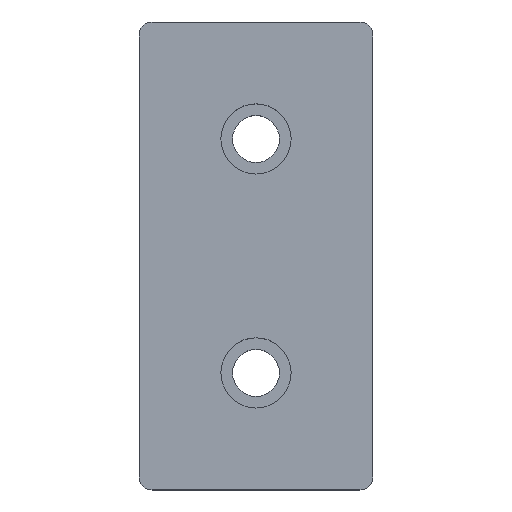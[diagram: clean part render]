
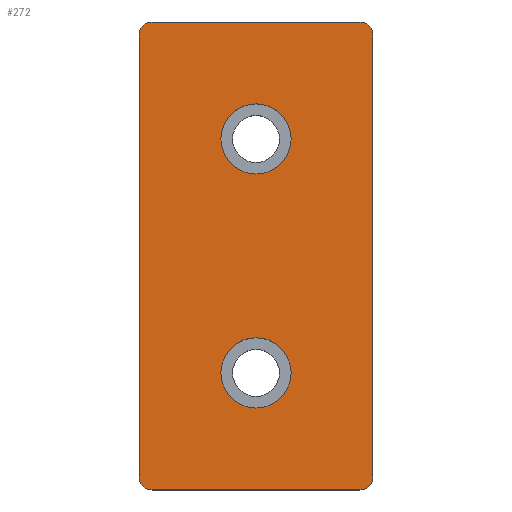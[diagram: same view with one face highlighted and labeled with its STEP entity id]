
A CAD part, top view. The second image highlights one B-rep face of the part: STEP entity #272.
In plain terms, the highlighted planar face has unit normal (0, 0, 1).
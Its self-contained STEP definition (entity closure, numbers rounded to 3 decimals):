
#25=FACE_BOUND('',#57,.T.);
#26=FACE_BOUND('',#58,.T.);
#38=FACE_OUTER_BOUND('',#56,.T.);
#56=EDGE_LOOP('',(#225,#226,#227,#228,#229,#230,#231,#232));
#57=EDGE_LOOP('',(#233));
#58=EDGE_LOOP('',(#234));
#74=CIRCLE('',#302,6.75);
#77=CIRCLE('',#307,6.75);
#79=CIRCLE('',#315,2.5);
#80=CIRCLE('',#316,2.5);
#81=CIRCLE('',#317,2.5);
#82=CIRCLE('',#318,2.5);
#91=LINE('',#456,#111);
#95=LINE('',#463,#115);
#98=LINE('',#469,#118);
#101=LINE('',#475,#121);
#111=VECTOR('',#371,1000.);
#115=VECTOR('',#377,1000.);
#118=VECTOR('',#382,1000.);
#121=VECTOR('',#387,1000.);
#134=VERTEX_POINT('',#436);
#137=VERTEX_POINT('',#446);
#139=VERTEX_POINT('',#454);
#140=VERTEX_POINT('',#455);
#141=VERTEX_POINT('',#460);
#142=VERTEX_POINT('',#462);
#143=VERTEX_POINT('',#466);
#144=VERTEX_POINT('',#468);
#145=VERTEX_POINT('',#472);
#146=VERTEX_POINT('',#474);
#159=EDGE_CURVE('',#134,#134,#74,.T.);
#164=EDGE_CURVE('',#137,#137,#77,.T.);
#167=EDGE_CURVE('',#139,#140,#91,.T.);
#171=EDGE_CURVE('',#142,#141,#95,.T.);
#174=EDGE_CURVE('',#144,#143,#98,.T.);
#177=EDGE_CURVE('',#146,#145,#101,.T.);
#179=EDGE_CURVE('',#145,#139,#79,.T.);
#180=EDGE_CURVE('',#140,#142,#80,.T.);
#181=EDGE_CURVE('',#141,#144,#81,.T.);
#182=EDGE_CURVE('',#143,#146,#82,.T.);
#225=ORIENTED_EDGE('',*,*,#177,.T.);
#226=ORIENTED_EDGE('',*,*,#179,.T.);
#227=ORIENTED_EDGE('',*,*,#167,.T.);
#228=ORIENTED_EDGE('',*,*,#180,.T.);
#229=ORIENTED_EDGE('',*,*,#171,.T.);
#230=ORIENTED_EDGE('',*,*,#181,.T.);
#231=ORIENTED_EDGE('',*,*,#174,.T.);
#232=ORIENTED_EDGE('',*,*,#182,.T.);
#233=ORIENTED_EDGE('',*,*,#159,.F.);
#234=ORIENTED_EDGE('',*,*,#164,.F.);
#260=PLANE('',#314);
#272=ADVANCED_FACE('',(#38,#25,#26),#260,.F.);
#302=AXIS2_PLACEMENT_3D('',#438,#350,#351);
#307=AXIS2_PLACEMENT_3D('',#448,#362,#363);
#314=AXIS2_PLACEMENT_3D('',#477,#389,#390);
#315=AXIS2_PLACEMENT_3D('',#478,#391,#392);
#316=AXIS2_PLACEMENT_3D('',#479,#393,#394);
#317=AXIS2_PLACEMENT_3D('',#480,#395,#396);
#318=AXIS2_PLACEMENT_3D('',#481,#397,#398);
#350=DIRECTION('center_axis',(0.,0.,
1.));
#351=DIRECTION('ref_axis',(-1.,0.,0.));
#362=DIRECTION('center_axis',(0.,0.,
1.));
#363=DIRECTION('ref_axis',(-1.,0.,0.));
#371=DIRECTION('',(-1.,0.,0.));
#377=DIRECTION('',(0.,-1.,0.));
#382=DIRECTION('',(1.,0.,0.));
#387=DIRECTION('',(0.,1.,0.));
#389=DIRECTION('center_axis',(0.,0.,
-1.));
#390=DIRECTION('ref_axis',(1.,0.,0.));
#391=DIRECTION('center_axis',(0.,0.,
1.));
#392=DIRECTION('ref_axis',(1.,0.,0.));
#393=DIRECTION('center_axis',(0.,0.,
1.));
#394=DIRECTION('ref_axis',(1.,0.,0.));
#395=DIRECTION('center_axis',(0.,0.,
1.));
#396=DIRECTION('ref_axis',(1.,0.,0.));
#397=DIRECTION('center_axis',(0.,0.,
1.));
#398=DIRECTION('ref_axis',(1.,0.,0.));
#436=CARTESIAN_POINT('',(29.25,-22.5,36.));
#438=CARTESIAN_POINT('Origin',(22.5,-22.5,36.));
#446=CARTESIAN_POINT('',(29.25,-67.5,36.));
#448=CARTESIAN_POINT('Origin',(22.5,-67.5,36.));
#454=CARTESIAN_POINT('',(42.5,0.,36.));
#455=CARTESIAN_POINT('',(2.5,0.,36.));
#456=CARTESIAN_POINT('',(0.,0.,36.));
#460=CARTESIAN_POINT('',(0.,-87.5,36.));
#462=CARTESIAN_POINT('',(0.,-2.5,36.));
#463=CARTESIAN_POINT('',(0.,0.,36.));
#466=CARTESIAN_POINT('',(42.5,-90.,36.));
#468=CARTESIAN_POINT('',(2.5,-90.,36.));
#469=CARTESIAN_POINT('',(0.,-90.,36.));
#472=CARTESIAN_POINT('',(45.,-2.5,36.));
#474=CARTESIAN_POINT('',(45.,-87.5,36.));
#475=CARTESIAN_POINT('',(45.,0.,36.));
#477=CARTESIAN_POINT('Origin',(45.,0.,36.));
#478=CARTESIAN_POINT('Origin',(42.5,-2.5,36.));
#479=CARTESIAN_POINT('Origin',(2.5,-2.5,36.));
#480=CARTESIAN_POINT('Origin',(2.5,-87.5,36.));
#481=CARTESIAN_POINT('Origin',(42.5,-87.5,36.));
